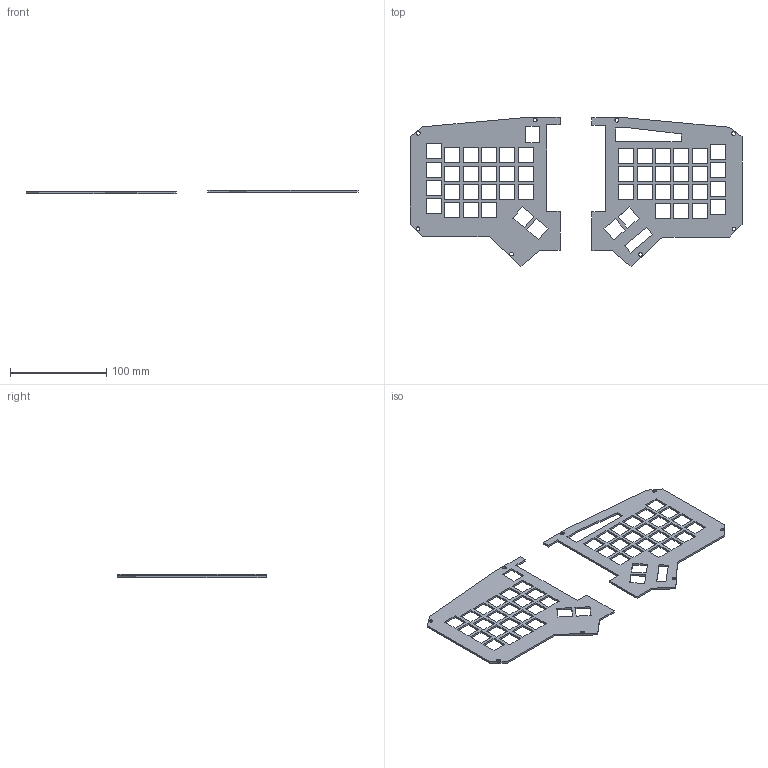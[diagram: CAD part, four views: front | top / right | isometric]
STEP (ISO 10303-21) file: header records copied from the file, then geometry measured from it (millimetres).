
FILE_DESCRIPTION(/* description */ ('STEP AP242','CAx-IF Rec.Pracs.---Representation and Presentation of Product Manufacturing Information (PMI)---4.0---2014-10-13','CAx-IF Rec.Pracs.---3D Tessellated Geometry---0.4---2014-09-14','2;1'),/* implementation_level */ '2;1');
FILE_NAME(/* name */ '67d4e98e406fa214bb3cc350',/* time_stamp */ '2025-03-15T02:44:31Z',/* author */ (''),/* organization */ (''),/* preprocessor_version */ 'ST-DEVELOPER v20',/* originating_system */ 'ONSHAPE BY PTC INC, 1.195',/* authorisation */ ' ');
FILE_SCHEMA (('AP242_MANAGED_MODEL_BASED_3D_ENGINEERING_MIM_LF { 1 0 10303 442 1 1 4 }'));
Length unit declared in the file: metre
Products named in the file (3): Assembly 3; Part 4; Part 3
Assembly tree (2 placements, depth 2):
  Assembly 3
    Part 4
    Part 3
Bounding box: 345.15 x 154.92 x 3.77 mm (x, y, z)
Volume: 47810.6 mm3; surface area: 56991.8 mm2
Topology: 2 solids, 2 shells, 249 faces, 735 edges, 490 vertices
Faces by surface type: plane 239, cylinder 10
Full cylindrical faces by diameter (mm): 4 x8
Entity records: 8413 total; most frequent: CARTESIAN_POINT 1469, ORIENTED_EDGE 1454, DIRECTION 1251, EDGE_CURVE 727, LINE 707, VECTOR 707, VERTEX_POINT 490, EDGE_LOOP 375
